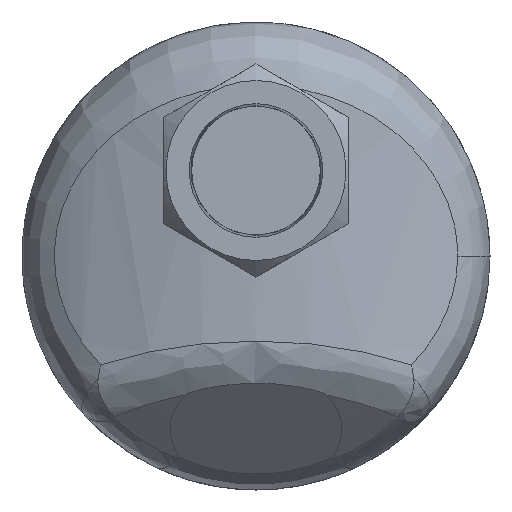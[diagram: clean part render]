
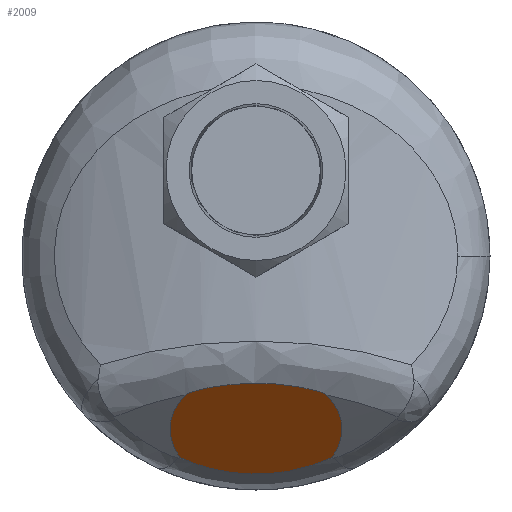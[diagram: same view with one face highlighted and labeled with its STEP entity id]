
A CAD part, left-side view. The second image highlights one B-rep face of the part: STEP entity #2009.
In plain terms, the highlighted free-form (B-spline) face has degree [1, 1] with [2, 2] control points.
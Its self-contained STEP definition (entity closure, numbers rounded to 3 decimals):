
#1328=CARTESIAN_POINT('',(-35.782,-16.946,-44.718));
#1329=VERTEX_POINT('',#1328);
#1349=CARTESIAN_POINT('',(-35.782,16.946,-44.718));
#1350=VERTEX_POINT('',#1349);
#1351=CARTESIAN_POINT('',(-35.782,-16.946,-44.718));
#1352=CARTESIAN_POINT('',(-35.279,-15.871,-45.221));
#1353=CARTESIAN_POINT('',(-34.662,-14.386,-45.838));
#1354=CARTESIAN_POINT('',(-33.865,-12.074,-46.635));
#1355=CARTESIAN_POINT('',(-33.285,-10.104,-47.215));
#1356=CARTESIAN_POINT('',(-32.796,-7.958,-47.704));
#1357=CARTESIAN_POINT('',(-32.504,-6.284,-47.996));
#1358=CARTESIAN_POINT('',(-32.266,-4.595,-48.234));
#1359=CARTESIAN_POINT('',(-32.069,-2.566,-48.431));
#1360=CARTESIAN_POINT('',(-32.004,-0.531,-48.496));
#1361=CARTESIAN_POINT('',(-32.025,1.176,-48.475));
#1362=CARTESIAN_POINT('',(-32.082,2.461,-48.418));
#1363=CARTESIAN_POINT('',(-32.262,4.703,-48.238));
#1364=CARTESIAN_POINT('',(-32.632,7.242,-47.868));
#1365=CARTESIAN_POINT('',(-33.286,10.108,-47.214));
#1366=CARTESIAN_POINT('',(-33.982,12.472,-46.518));
#1367=CARTESIAN_POINT('',(-34.812,14.763,-45.688));
#1368=CARTESIAN_POINT('',(-35.447,16.23,-45.053));
#1369=CARTESIAN_POINT('',(-35.782,16.946,-44.718));
#1370=B_SPLINE_CURVE_WITH_KNOTS('',3,(#1351,#1352,#1353,#1354,#1355,#1356,#1357,#1358,#1359,#1360,#1361,#1362,#1363,#1364,#1365,#1366,#1367,#1368,#1369),.UNSPECIFIED.,.F.,.U.,(4,1,1,1,1,1,1,1,1,1,1,1,1,1,1,1,4),(-9.496,-9.112,-8.984,-8.728,-8.472,-8.312,-8.216,-7.96,-7.704,-7.608,-7.448,-7.32,-6.936,-6.68,-6.423,-6.167,-5.912),.UNSPECIFIED.);
#1371=EDGE_CURVE('',#1329,#1350,#1370,.T.);
#1942=CARTESIAN_POINT('',(-49.602,15.778,-30.898));
#1943=VERTEX_POINT('',#1942);
#1944=CARTESIAN_POINT('',(-42.,0.0,-38.5));
#1945=DIRECTION('',(-0.707,0.0,-0.707));
#1946=DIRECTION('',(0.707,0.0,-0.707));
#1947=AXIS2_PLACEMENT_3D('',#1944,#1945,#1946);
#1948=CIRCLE('',#1947,19.092);
#1949=EDGE_CURVE('',#1943,#1350,#1948,.T.);
#1964=CARTESIAN_POINT('',(-32.004,19.092,-48.496));
#1965=CARTESIAN_POINT('',(-52.235,19.092,-28.265));
#1966=CARTESIAN_POINT('',(-32.004,-19.092,-48.496));
#1967=CARTESIAN_POINT('',(-52.235,-19.092,-28.265));
#1968=B_SPLINE_SURFACE_WITH_KNOTS('',1,1,((#1964,#1966),(#1965,#1967)),.UNSPECIFIED.,.F.,.F.,.U.,(2,2),(2,2),(0.0,28.611),(0.0,38.184),.UNSPECIFIED.);
#1969=ORIENTED_EDGE('',*,*,#1371,.F.);
#1970=CARTESIAN_POINT('',(-49.602,-15.778,-30.898));
#1971=VERTEX_POINT('',#1970);
#1972=CARTESIAN_POINT('',(-42.,0.0,-38.5));
#1973=DIRECTION('',(-0.707,0.0,-0.707));
#1974=DIRECTION('',(0.707,0.0,-0.707));
#1975=AXIS2_PLACEMENT_3D('',#1972,#1973,#1974);
#1976=CIRCLE('',#1975,19.092);
#1977=EDGE_CURVE('',#1329,#1971,#1976,.T.);
#1978=ORIENTED_EDGE('',*,*,#1977,.T.);
#1979=CARTESIAN_POINT('',(-49.602,15.778,-30.898));
#1980=CARTESIAN_POINT('',(-49.651,15.73,-30.849));
#1981=CARTESIAN_POINT('',(-49.699,15.66,-30.801));
#1982=CARTESIAN_POINT('',(-49.883,15.356,-30.617));
#1983=CARTESIAN_POINT('',(-50.028,14.993,-30.472));
#1984=CARTESIAN_POINT('',(-50.476,13.786,-30.024));
#1985=CARTESIAN_POINT('',(-50.921,12.182,-29.579));
#1986=CARTESIAN_POINT('',(-51.637,8.39,-28.863));
#1987=CARTESIAN_POINT('',(-51.876,6.577,-28.624));
#1988=CARTESIAN_POINT('',(-52.149,3.323,-28.351));
#1989=CARTESIAN_POINT('',(-52.215,1.865,-28.285));
#1990=CARTESIAN_POINT('',(-52.235,-0.999,-28.265));
#1991=CARTESIAN_POINT('',(-52.194,-2.406,-28.306));
#1992=CARTESIAN_POINT('',(-51.985,-5.539,-28.515));
#1993=CARTESIAN_POINT('',(-51.79,-7.273,-28.71));
#1994=CARTESIAN_POINT('',(-51.157,-11.142,-29.343));
#1995=CARTESIAN_POINT('',(-50.721,-12.914,-29.779));
#1996=CARTESIAN_POINT('',(-50.219,-14.48,-30.281));
#1997=CARTESIAN_POINT('',(-50.075,-14.89,-30.425));
#1998=CARTESIAN_POINT('',(-49.874,-15.343,-30.626));
#1999=CARTESIAN_POINT('',(-49.814,-15.468,-30.686));
#2000=CARTESIAN_POINT('',(-49.706,-15.65,-30.794));
#2001=CARTESIAN_POINT('',(-49.654,-15.727,-30.846));
#2002=CARTESIAN_POINT('',(-49.602,-15.778,-30.898));
#2003=B_SPLINE_CURVE_WITH_KNOTS('',3,(#1979,#1980,#1981,#1982,#1983,#1984,#1985,#1986,#1987,#1988,#1989,#1990,#1991,#1992,#1993,#1994,#1995,#1996,#1997,#1998,#1999,#2000,#2001,#2002),.UNSPECIFIED.,.F.,.U.,(4,2,2,2,2,2,2,2,2,2,2,4),(0.0,0.025,0.12,0.508,0.838,1.103,1.358,1.674,2.082,2.206,2.249,2.28),.UNSPECIFIED.);
#2004=EDGE_CURVE('',#1943,#1971,#2003,.T.);
#2005=ORIENTED_EDGE('',*,*,#2004,.F.);
#2006=ORIENTED_EDGE('',*,*,#1949,.T.);
#2007=EDGE_LOOP('',(#1969,#1978,#2005,#2006));
#2008=FACE_OUTER_BOUND('',#2007,.T.);
#2009=ADVANCED_FACE('',(#2008),#1968,.F.);
